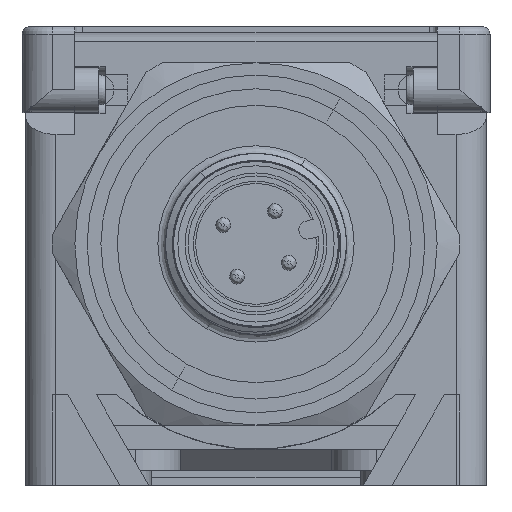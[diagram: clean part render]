
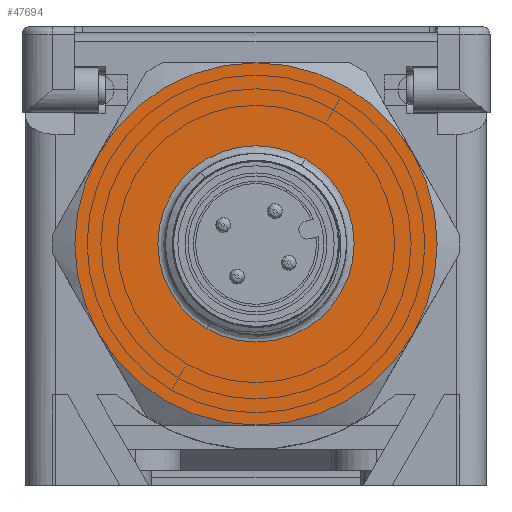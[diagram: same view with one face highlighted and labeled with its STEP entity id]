
A CAD part, front view. The second image highlights one B-rep face of the part: STEP entity #47694.
In plain terms, the highlighted face is planar.
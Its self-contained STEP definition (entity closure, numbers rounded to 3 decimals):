
#44474=CARTESIAN_POINT('',(0.,0.,-9.));
#44475=DIRECTION('',(0.,0.,-1.));
#44476=DIRECTION('',(0.,-1.,0.));
#44477=AXIS2_PLACEMENT_3D('',#44474,#44475,#44476);
#44479=CARTESIAN_POINT('',(0.,0.,-9.));
#44480=DIRECTION('',(0.,0.,-1.));
#44481=DIRECTION('',(0.,1.,0.));
#44482=AXIS2_PLACEMENT_3D('',#44479,#44480,#44481);
#44484=CARTESIAN_POINT('',(0.,0.,-9.));
#44485=DIRECTION('',(0.,0.,1.));
#44486=DIRECTION('',(1.,0.,0.));
#44487=AXIS2_PLACEMENT_3D('',#44484,#44485,#44486);
#44489=CARTESIAN_POINT('',(0.,0.,-9.));
#44490=DIRECTION('',(0.,0.,1.));
#44491=DIRECTION('',(0.5,-0.866,0.));
#44492=AXIS2_PLACEMENT_3D('',#44489,#44490,#44491);
#44494=CARTESIAN_POINT('',(0.,0.,-9.));
#44495=DIRECTION('',(0.,0.,1.));
#44496=DIRECTION('',(-0.5,-0.866,0.));
#44497=AXIS2_PLACEMENT_3D('',#44494,#44495,#44496);
#44499=CARTESIAN_POINT('',(0.,0.,-9.));
#44500=DIRECTION('',(0.,0.,1.));
#44501=DIRECTION('',(-1.,0.,0.));
#44502=AXIS2_PLACEMENT_3D('',#44499,#44500,#44501);
#44504=CARTESIAN_POINT('',(0.,0.,-9.));
#44505=DIRECTION('',(0.,0.,1.));
#44506=DIRECTION('',(-0.5,0.866,0.));
#44507=AXIS2_PLACEMENT_3D('',#44504,#44505,#44506);
#44509=CARTESIAN_POINT('',(0.,0.,-9.));
#44510=DIRECTION('',(0.,0.,1.));
#44511=DIRECTION('',(0.5,0.866,0.));
#44512=AXIS2_PLACEMENT_3D('',#44509,#44510,#44511);
#46099=CARTESIAN_POINT('',(0.,-6.5,-9.));
#46100=CARTESIAN_POINT('',(0.,6.5,-9.));
#46101=VERTEX_POINT('',#46099);
#46102=VERTEX_POINT('',#46100);
#46171=CARTESIAN_POINT('',(12.,0.,-9.));
#46172=CARTESIAN_POINT('',(6.,10.392,-9.));
#46173=VERTEX_POINT('',#46171);
#46174=VERTEX_POINT('',#46172);
#46175=CARTESIAN_POINT('',(-6.,10.392,-9.));
#46176=VERTEX_POINT('',#46175);
#46177=CARTESIAN_POINT('',(-12.,0.,-9.));
#46178=VERTEX_POINT('',#46177);
#46179=CARTESIAN_POINT('',(-6.,-10.392,-9.));
#46180=VERTEX_POINT('',#46179);
#46181=CARTESIAN_POINT('',(6.,-10.392,-9.));
#46182=VERTEX_POINT('',#46181);
#47671=CARTESIAN_POINT('',(0.,0.,-9.));
#47672=DIRECTION('',(0.,0.,-1.));
#47673=DIRECTION('',(0.,-1.,0.));
#47674=AXIS2_PLACEMENT_3D('',#47671,#47672,#47673);
#47675=PLANE('',#47674);
#47677=ORIENTED_EDGE('',*,*,#47676,.F.);
#47679=ORIENTED_EDGE('',*,*,#47678,.F.);
#47681=ORIENTED_EDGE('',*,*,#47680,.F.);
#47683=ORIENTED_EDGE('',*,*,#47682,.F.);
#47685=ORIENTED_EDGE('',*,*,#47684,.F.);
#47687=ORIENTED_EDGE('',*,*,#47686,.F.);
#47688=EDGE_LOOP('',(#47677,#47679,#47681,#47683,#47685,#47687));
#47689=FACE_OUTER_BOUND('',#47688,.F.);
#47690=ORIENTED_EDGE('',*,*,#47651,.F.);
#47691=ORIENTED_EDGE('',*,*,#47665,.F.);
#47692=EDGE_LOOP('',(#47690,#47691));
#47693=FACE_BOUND('',#47692,.F.);
#47694=ADVANCED_FACE('',(#47689,#47693),#47675,.F.);
#44478=CIRCLE('',#44477,6.5);
#44483=CIRCLE('',#44482,6.5);
#44488=CIRCLE('',#44487,12.);
#44493=CIRCLE('',#44492,12.);
#44498=CIRCLE('',#44497,12.);
#44503=CIRCLE('',#44502,12.);
#44508=CIRCLE('',#44507,12.);
#44513=CIRCLE('',#44512,12.);
#47651=EDGE_CURVE('',#46101,#46102,#44478,.T.);
#47665=EDGE_CURVE('',#46102,#46101,#44483,.T.);
#47676=EDGE_CURVE('',#46173,#46174,#44488,.T.);
#47678=EDGE_CURVE('',#46182,#46173,#44493,.T.);
#47680=EDGE_CURVE('',#46180,#46182,#44498,.T.);
#47682=EDGE_CURVE('',#46178,#46180,#44503,.T.);
#47684=EDGE_CURVE('',#46176,#46178,#44508,.T.);
#47686=EDGE_CURVE('',#46174,#46176,#44513,.T.);
